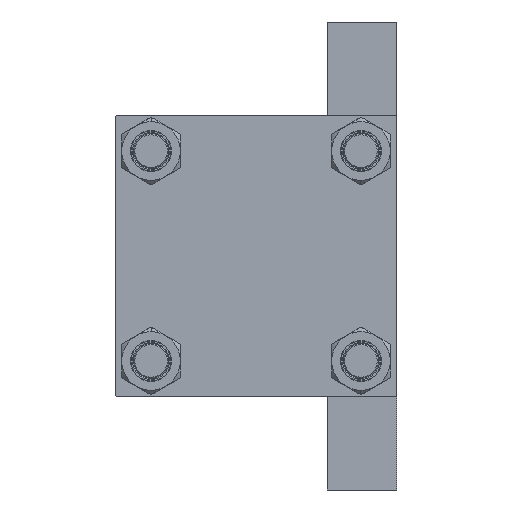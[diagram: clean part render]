
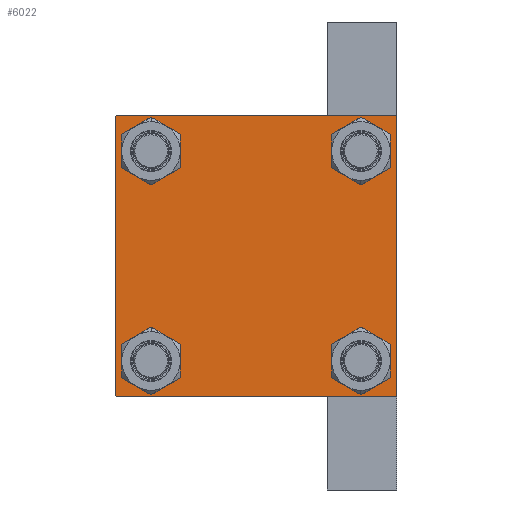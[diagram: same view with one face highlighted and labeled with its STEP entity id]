
A CAD part, left-side view. The second image highlights one B-rep face of the part: STEP entity #6022.
In plain terms, the highlighted planar face has unit normal (-1, 0, 0).
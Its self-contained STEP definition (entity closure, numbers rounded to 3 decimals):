
#269 = EDGE_CURVE ( 'NONE', #39685, #46129, #29867, .T. ) ;
#445 = CARTESIAN_POINT ( 'NONE',  ( 0., -65., 65. ) ) ;
#469 = CIRCLE ( 'NONE', #44313, 8.5 ) ;
#989 = EDGE_LOOP ( 'NONE', ( #33760, #46773 ) ) ;
#1225 = AXIS2_PLACEMENT_3D ( 'NONE', #14719, #39994, #25766 ) ;
#1932 = VERTEX_POINT ( 'NONE', #12476 ) ;
#2224 = AXIS2_PLACEMENT_3D ( 'NONE', #41884, #27422, #42360 ) ;
#2905 = VECTOR ( 'NONE', #15399, 1000. ) ;
#3125 = CARTESIAN_POINT ( 'NONE',  ( 0., 48.45, -56.95 ) ) ;
#3337 = VERTEX_POINT ( 'NONE', #29303 ) ;
#3616 = CARTESIAN_POINT ( 'NONE',  ( 0., 64.5, 65. ) ) ;
#4159 = EDGE_LOOP ( 'NONE', ( #24257, #30289 ) ) ;
#4817 = EDGE_CURVE ( 'NONE', #1932, #29067, #46880, .T. ) ;
#5293 = EDGE_CURVE ( 'NONE', #37997, #37810, #6558, .T. ) ;
#5511 = VECTOR ( 'NONE', #47471, 1000. ) ;
#6022 = ADVANCED_FACE ( 'NONE', ( #12050, #13007, #9097, #27962, #19637 ), #20118, .T. ) ;
#6299 = CARTESIAN_POINT ( 'NONE',  ( 0., 64.75, 64.75 ) ) ;
#6558 = LINE ( 'NONE', #10955, #42146 ) ;
#6902 = EDGE_CURVE ( 'NONE', #14061, #3337, #12405, .T. ) ;
#7135 = ORIENTED_EDGE ( 'NONE', *, *, #23527, .T. ) ;
#7483 = AXIS2_PLACEMENT_3D ( 'NONE', #45242, #15578, #22948 ) ;
#7515 = EDGE_CURVE ( 'NONE', #41853, #21103, #31238, .T. ) ;
#7585 = CARTESIAN_POINT ( 'NONE',  ( 0., 48.45, 56.95 ) ) ;
#7830 = CARTESIAN_POINT ( 'NONE',  ( 0., -48.45, -48.45 ) ) ;
#8091 = CARTESIAN_POINT ( 'NONE',  ( 0., -48.45, -48.45 ) ) ;
#8562 = ORIENTED_EDGE ( 'NONE', *, *, #40197, .T. ) ;
#9097 = FACE_BOUND ( 'NONE', #989, .T. ) ;
#10238 = EDGE_CURVE ( 'NONE', #25299, #36206, #25182, .T. ) ;
#10846 = AXIS2_PLACEMENT_3D ( 'NONE', #14029, #47129, #43940 ) ;
#10955 = CARTESIAN_POINT ( 'NONE',  ( 0., 65., -65. ) ) ;
#11176 = DIRECTION ( 'NONE',  ( 0., -1., 0. ) ) ;
#11245 = DIRECTION ( 'NONE',  ( 0., 0., 1. ) ) ;
#11714 = CARTESIAN_POINT ( 'NONE',  ( 0., -64.5, -65. ) ) ;
#11719 = EDGE_CURVE ( 'NONE', #21103, #41853, #32556, .T. ) ;
#12050 = FACE_BOUND ( 'NONE', #20604, .T. ) ;
#12065 = ORIENTED_EDGE ( 'NONE', *, *, #13724, .T. ) ;
#12195 = CIRCLE ( 'NONE', #7483, 8.5 ) ;
#12196 = CARTESIAN_POINT ( 'NONE',  ( 0., 64.75, -64.75 ) ) ;
#12405 = CIRCLE ( 'NONE', #25712, 8.5 ) ;
#12476 = CARTESIAN_POINT ( 'NONE',  ( 0., -48.45, 39.95 ) ) ;
#12714 = LINE ( 'NONE', #16871, #20193 ) ;
#13007 = FACE_BOUND ( 'NONE', #4159, .T. ) ;
#13724 = EDGE_CURVE ( 'NONE', #39685, #48349, #19049, .T. ) ;
#14029 = CARTESIAN_POINT ( 'NONE',  ( 0., -48.45, 48.45 ) ) ;
#14061 = VERTEX_POINT ( 'NONE', #42748 ) ;
#14576 = CIRCLE ( 'NONE', #34916, 8.5 ) ;
#14707 = DIRECTION ( 'NONE',  ( 0., 0., 1. ) ) ;
#14719 = CARTESIAN_POINT ( 'NONE',  ( 0., 48.45, -48.45 ) ) ;
#14870 = CARTESIAN_POINT ( 'NONE',  ( 0., 65., -64.5 ) ) ;
#15399 = DIRECTION ( 'NONE',  ( 0., 0., -1. ) ) ;
#15503 = VERTEX_POINT ( 'NONE', #16960 ) ;
#15578 = DIRECTION ( 'NONE',  ( 1., 0., 0. ) ) ;
#16448 = DIRECTION ( 'NONE',  ( -1., 0., 0. ) ) ;
#16871 = CARTESIAN_POINT ( 'NONE',  ( 0., 65., 65. ) ) ;
#16960 = CARTESIAN_POINT ( 'NONE',  ( 0., 48.45, 39.95 ) ) ;
#17135 = AXIS2_PLACEMENT_3D ( 'NONE', #26998, #16448, #42912 ) ;
#17839 = ORIENTED_EDGE ( 'NONE', *, *, #21832, .T. ) ;
#18070 = DIRECTION ( 'NONE',  ( 0., -1., 0. ) ) ;
#18481 = LINE ( 'NONE', #32481, #40047 ) ;
#18905 = DIRECTION ( 'NONE',  ( 0., 0., 1. ) ) ;
#19049 = LINE ( 'NONE', #40884, #25534 ) ;
#19138 = CARTESIAN_POINT ( 'NONE',  ( 0., 48.45, 48.45 ) ) ;
#19547 = ORIENTED_EDGE ( 'NONE', *, *, #5293, .T. ) ;
#19596 = CARTESIAN_POINT ( 'NONE',  ( 0., 48.45, -39.95 ) ) ;
#19637 = FACE_OUTER_BOUND ( 'NONE', #28220, .T. ) ;
#20118 = PLANE ( 'NONE',  #17135 ) ;
#20193 = VECTOR ( 'NONE', #46534, 1000. ) ;
#20604 = EDGE_LOOP ( 'NONE', ( #44034, #20760 ) ) ;
#20760 = ORIENTED_EDGE ( 'NONE', *, *, #4817, .T. ) ;
#21103 = VERTEX_POINT ( 'NONE', #19596 ) ;
#21832 = EDGE_CURVE ( 'NONE', #39888, #37997, #41849, .T. ) ;
#22803 = EDGE_CURVE ( 'NONE', #29067, #1932, #12195, .T. ) ;
#22948 = DIRECTION ( 'NONE',  ( 0., 0., 1. ) ) ;
#23527 = EDGE_CURVE ( 'NONE', #23780, #15503, #14576, .T. ) ;
#23780 = VERTEX_POINT ( 'NONE', #7585 ) ;
#23834 = ORIENTED_EDGE ( 'NONE', *, *, #269, .F. ) ;
#23844 = EDGE_CURVE ( 'NONE', #3337, #14061, #469, .T. ) ;
#24257 = ORIENTED_EDGE ( 'NONE', *, *, #23844, .T. ) ;
#25182 = LINE ( 'NONE', #6299, #5511 ) ;
#25299 = VERTEX_POINT ( 'NONE', #3616 ) ;
#25454 = ORIENTED_EDGE ( 'NONE', *, *, #32204, .T. ) ;
#25534 = VECTOR ( 'NONE', #33808, 1000. ) ;
#25712 = AXIS2_PLACEMENT_3D ( 'NONE', #8091, #45339, #14707 ) ;
#25766 = DIRECTION ( 'NONE',  ( 0., 0., 1. ) ) ;
#25824 = CIRCLE ( 'NONE', #2224, 8.5 ) ;
#26998 = CARTESIAN_POINT ( 'NONE',  ( 0., 0., 0. ) ) ;
#27422 = DIRECTION ( 'NONE',  ( 1., 0., 0. ) ) ;
#27962 = FACE_BOUND ( 'NONE', #33554, .T. ) ;
#28220 = EDGE_LOOP ( 'NONE', ( #34801, #17839, #19547, #8562, #23834, #12065, #42910, #43662 ) ) ;
#28390 = EDGE_CURVE ( 'NONE', #36206, #39888, #12714, .T. ) ;
#28887 = AXIS2_PLACEMENT_3D ( 'NONE', #39737, #38772, #32147 ) ;
#29067 = VERTEX_POINT ( 'NONE', #40697 ) ;
#29084 = LINE ( 'NONE', #40363, #37684 ) ;
#29303 = CARTESIAN_POINT ( 'NONE',  ( 0., -48.45, -39.95 ) ) ;
#29867 = LINE ( 'NONE', #445, #2905 ) ;
#30289 = ORIENTED_EDGE ( 'NONE', *, *, #6902, .T. ) ;
#31238 = CIRCLE ( 'NONE', #28887, 8.5 ) ;
#31968 = CARTESIAN_POINT ( 'NONE',  ( 0., -65., -64.5 ) ) ;
#32147 = DIRECTION ( 'NONE',  ( 0., 0., 1. ) ) ;
#32204 = EDGE_CURVE ( 'NONE', #15503, #23780, #25824, .T. ) ;
#32481 = CARTESIAN_POINT ( 'NONE',  ( 0., -64.75, -64.75 ) ) ;
#32556 = CIRCLE ( 'NONE', #1225, 8.5 ) ;
#32845 = CARTESIAN_POINT ( 'NONE',  ( 0., -65., 64.5 ) ) ;
#33318 = VECTOR ( 'NONE', #45767, 1000. ) ;
#33554 = EDGE_LOOP ( 'NONE', ( #7135, #25454 ) ) ;
#33760 = ORIENTED_EDGE ( 'NONE', *, *, #11719, .T. ) ;
#33808 = DIRECTION ( 'NONE',  ( 0., 0.707, 0.707 ) ) ;
#34367 = DIRECTION ( 'NONE',  ( 1., 0., 0. ) ) ;
#34801 = ORIENTED_EDGE ( 'NONE', *, *, #28390, .T. ) ;
#34916 = AXIS2_PLACEMENT_3D ( 'NONE', #19138, #34367, #18905 ) ;
#36206 = VERTEX_POINT ( 'NONE', #46247 ) ;
#37684 = VECTOR ( 'NONE', #11176, 1000. ) ;
#37810 = VERTEX_POINT ( 'NONE', #11714 ) ;
#37997 = VERTEX_POINT ( 'NONE', #39580 ) ;
#38209 = DIRECTION ( 'NONE',  ( 1., 0., 0. ) ) ;
#38718 = CARTESIAN_POINT ( 'NONE',  ( 0., -64.5, 65. ) ) ;
#38772 = DIRECTION ( 'NONE',  ( 1., 0., 0. ) ) ;
#38958 = EDGE_CURVE ( 'NONE', #25299, #48349, #29084, .T. ) ;
#39580 = CARTESIAN_POINT ( 'NONE',  ( 0., 64.5, -65. ) ) ;
#39685 = VERTEX_POINT ( 'NONE', #32845 ) ;
#39737 = CARTESIAN_POINT ( 'NONE',  ( 0., 48.45, -48.45 ) ) ;
#39888 = VERTEX_POINT ( 'NONE', #14870 ) ;
#39994 = DIRECTION ( 'NONE',  ( 1., 0., 0. ) ) ;
#40047 = VECTOR ( 'NONE', #47426, 1000. ) ;
#40197 = EDGE_CURVE ( 'NONE', #37810, #46129, #18481, .T. ) ;
#40363 = CARTESIAN_POINT ( 'NONE',  ( 0., 65., 65. ) ) ;
#40697 = CARTESIAN_POINT ( 'NONE',  ( 0., -48.45, 56.95 ) ) ;
#40884 = CARTESIAN_POINT ( 'NONE',  ( 0., -64.75, 64.75 ) ) ;
#41849 = LINE ( 'NONE', #12196, #33318 ) ;
#41853 = VERTEX_POINT ( 'NONE', #3125 ) ;
#41884 = CARTESIAN_POINT ( 'NONE',  ( 0., 48.45, 48.45 ) ) ;
#42146 = VECTOR ( 'NONE', #18070, 1000. ) ;
#42360 = DIRECTION ( 'NONE',  ( 0., 0., 1. ) ) ;
#42748 = CARTESIAN_POINT ( 'NONE',  ( 0., -48.45, -56.95 ) ) ;
#42910 = ORIENTED_EDGE ( 'NONE', *, *, #38958, .F. ) ;
#42912 = DIRECTION ( 'NONE',  ( 0., 0., 1. ) ) ;
#43662 = ORIENTED_EDGE ( 'NONE', *, *, #10238, .T. ) ;
#43940 = DIRECTION ( 'NONE',  ( 0., 0., 1. ) ) ;
#44034 = ORIENTED_EDGE ( 'NONE', *, *, #22803, .T. ) ;
#44313 = AXIS2_PLACEMENT_3D ( 'NONE', #7830, #38209, #11245 ) ;
#45242 = CARTESIAN_POINT ( 'NONE',  ( 0., -48.45, 48.45 ) ) ;
#45339 = DIRECTION ( 'NONE',  ( 1., 0., 0. ) ) ;
#45767 = DIRECTION ( 'NONE',  ( 0., -0.707, -0.707 ) ) ;
#46129 = VERTEX_POINT ( 'NONE', #31968 ) ;
#46247 = CARTESIAN_POINT ( 'NONE',  ( 0., 65., 64.5 ) ) ;
#46534 = DIRECTION ( 'NONE',  ( 0., 0., -1. ) ) ;
#46773 = ORIENTED_EDGE ( 'NONE', *, *, #7515, .T. ) ;
#46880 = CIRCLE ( 'NONE', #10846, 8.5 ) ;
#47129 = DIRECTION ( 'NONE',  ( 1., 0., 0. ) ) ;
#47426 = DIRECTION ( 'NONE',  ( 0., -0.707, 0.707 ) ) ;
#47471 = DIRECTION ( 'NONE',  ( 0., 0.707, -0.707 ) ) ;
#48349 = VERTEX_POINT ( 'NONE', #38718 ) ;
